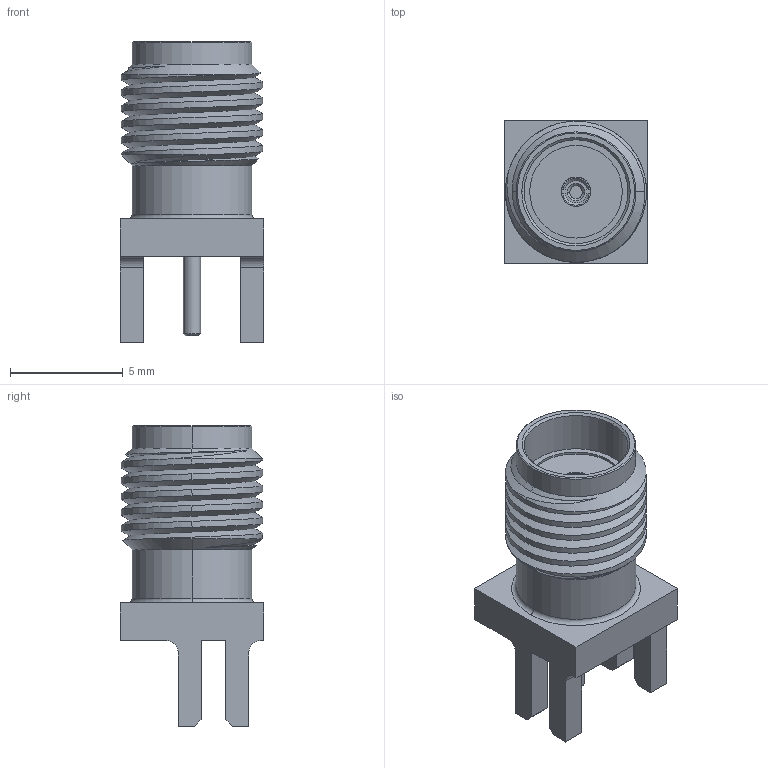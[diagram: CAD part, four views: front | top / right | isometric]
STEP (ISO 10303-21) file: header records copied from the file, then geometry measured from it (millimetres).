
FILE_DESCRIPTION (( 'STEP AP214' ), '1' );
FILE_NAME ('30-462-D3-1.1 REV A00-1.STEP', '2021-04-28T14:40:04', ( '' ), ( '' ), 'SwSTEP 2.0', 'SolidWorks 2021', '' );
FILE_SCHEMA (( 'AUTOMOTIVE_DESIGN' ));
Length unit declared in the file: millimetre
Products named in the file (1): 30-462-D3-1.1 REV A00-1
Bounding box: 6.35 x 6.35 x 13.33 mm (x, y, z)
Surface area: 527 mm2 (no closed solid volume)
Topology: 0 solids, 6 shells, 89 faces, 231 edges, 152 vertices
Faces by surface type: cylinder 34, plane 34, cone 17, torus 2, bspline 2
Entity records: 4401 total; most frequent: CARTESIAN_POINT 1267, DIRECTION 444, ORIENTED_EDGE 436, EDGE_CURVE 231, AXIS2_PLACEMENT_3D 160, VERTEX_POINT 152, VECTOR 124, LINE 124
